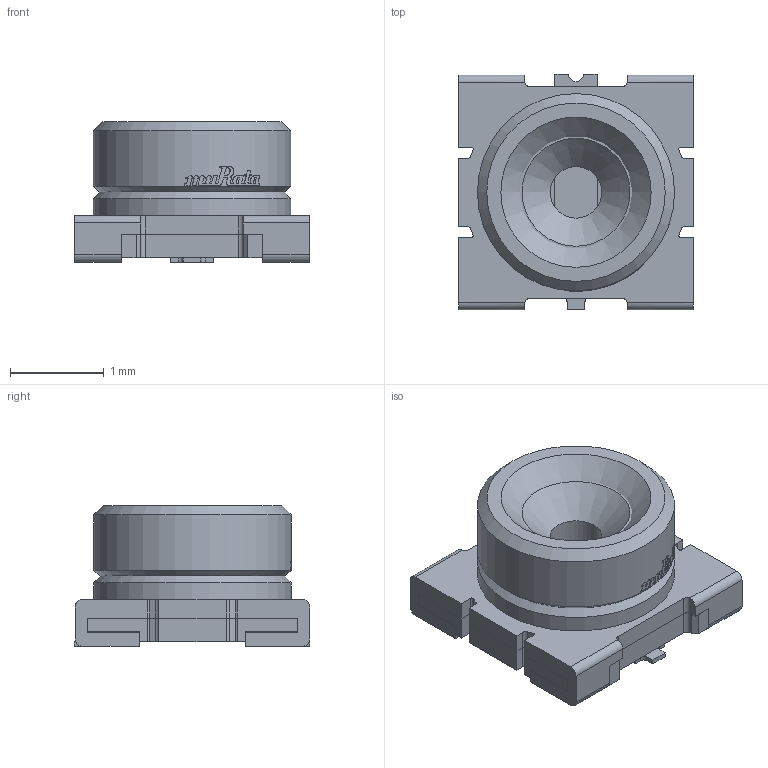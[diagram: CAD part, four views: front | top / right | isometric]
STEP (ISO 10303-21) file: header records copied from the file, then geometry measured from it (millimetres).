
FILE_DESCRIPTION(/* description */ (''),/* implementation_level */ '2;1');
FILE_NAME(/* name */ 'Murata MM8130-2600RA2.stp',/* time_stamp */ '2020-04-14T15:41:51-04:00',/* author */ ('Alxs'),/* organization */ (''),/* preprocessor_version */ 'ST-DEVELOPER v18',/* originating_system */ 'Autodesk Inventor 2020',/* authorisation */ '');
FILE_SCHEMA (('AUTOMOTIVE_DESIGN { 1 0 10303 214 3 1 1 }'));
Length unit declared in the file: millimetre
Products named in the file (4): Ensamblaje4; Pieza14; Pieza15; Pieza16
Assembly tree (3 placements, depth 2):
  Ensamblaje4
    Pieza14
    Pieza15
    Pieza16
Bounding box: 2.5 x 2.51 x 1.5 mm (x, y, z)
Volume: 7.1 mm3; surface area: 50.3 mm2
Topology: 4 solids, 4 shells, 395 faces, 1158 edges, 779 vertices
Faces by surface type: bspline 170, plane 169, cylinder 51, cone 5
Full cylindrical faces by diameter (mm): 0.55 x1, 0.6 x2, 1.6 x1, 2.1 x2
Entity records: 17806 total; most frequent: CARTESIAN_POINT 7835, ORIENTED_EDGE 2304, DIRECTION 1411, EDGE_CURVE 1152, VERTEX_POINT 769, LINE 609, VECTOR 609, EDGE_LOOP 407
